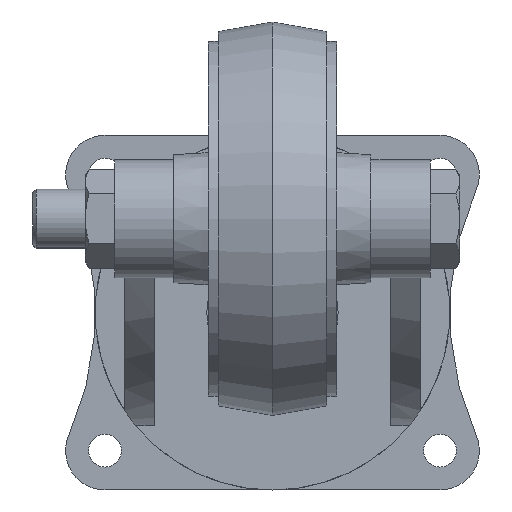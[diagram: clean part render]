
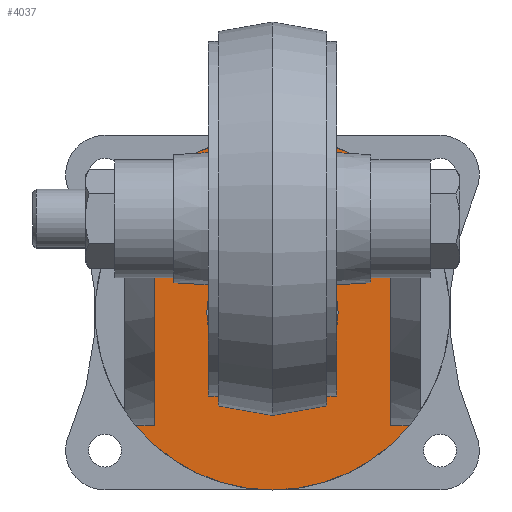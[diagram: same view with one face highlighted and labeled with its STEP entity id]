
A CAD part, front view. The second image highlights one B-rep face of the part: STEP entity #4037.
In plain terms, the highlighted planar face has unit normal (0, -1, 0).
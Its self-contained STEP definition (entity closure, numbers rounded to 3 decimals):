
#1519 = EDGE_LOOP ( 'NONE', ( #3202, #3204 ) ) ;
#1520 = EDGE_LOOP ( 'NONE', ( #3201, #3205, #3206, #3203, #3207, #3209, #3210, #3208 ) ) ;
#1730 = VERTEX_POINT ( 'NONE', #3554 ) ;
#1731 = VERTEX_POINT ( 'NONE', #3555 ) ;
#1752 = VERTEX_POINT ( 'NONE', #3576 ) ;
#1753 = VERTEX_POINT ( 'NONE', #3577 ) ;
#1756 = VERTEX_POINT ( 'NONE', #3580 ) ;
#1757 = VERTEX_POINT ( 'NONE', #3581 ) ;
#1777 = VERTEX_POINT ( 'NONE', #3601 ) ;
#1781 = VERTEX_POINT ( 'NONE', #3605 ) ;
#1782 = VERTEX_POINT ( 'NONE', #3606 ) ;
#1783 = VERTEX_POINT ( 'NONE', #3607 ) ;
#1842 = AXIS2_PLACEMENT_3D ( 'NONE', #3620, #3621, #3622 ) ;
#1853 = AXIS2_PLACEMENT_3D ( 'NONE', #3690, #3697, #3698 ) ;
#1856 = AXIS2_PLACEMENT_3D ( 'NONE', #3702, #3706, #3707 ) ;
#2210 = AXIS2_PLACEMENT_3D ( 'NONE', #4871, #4872, #4873 ) ;
#2214 = AXIS2_PLACEMENT_3D ( 'NONE', #4886, #4893, #4894 ) ;
#2216 = AXIS2_PLACEMENT_3D ( 'NONE', #4928, #4929, #4930 ) ;
#2220 = VECTOR ( 'NONE', #4901, 1000. ) ;
#2224 = VECTOR ( 'NONE', #4913, 1000. ) ;
#2230 = VECTOR ( 'NONE', #4934, 1000. ) ;
#2232 = VECTOR ( 'NONE', #4937, 1000. ) ;
#2242 = FACE_BOUND ( 'NONE', #1519, .T. ) ;
#2248 = FACE_OUTER_BOUND ( 'NONE', #1520, .T. ) ;
#2250 = AXIS2_PLACEMENT_3D ( 'NONE', #4970, #4971, #4972 ) ;
#3201 = ORIENTED_EDGE ( 'NONE', *, *, #4018, .T. ) ;
#3202 = ORIENTED_EDGE ( 'NONE', *, *, #4024, .F. ) ;
#3203 = ORIENTED_EDGE ( 'NONE', *, *, #4014, .F. ) ;
#3204 = ORIENTED_EDGE ( 'NONE', *, *, #3849, .F. ) ;
#3205 = ORIENTED_EDGE ( 'NONE', *, *, #4006, .F. ) ;
#3206 = ORIENTED_EDGE ( 'NONE', *, *, #3872, .F. ) ;
#3207 = ORIENTED_EDGE ( 'NONE', *, *, #4025, .T. ) ;
#3208 = ORIENTED_EDGE ( 'NONE', *, *, #4026, .F. ) ;
#3209 = ORIENTED_EDGE ( 'NONE', *, *, #3875, .F. ) ;
#3210 = ORIENTED_EDGE ( 'NONE', *, *, #4012, .F. ) ;
#3554 = CARTESIAN_POINT ( 'NONE',  ( 0., 75., -8.616 ) ) ;
#3555 = CARTESIAN_POINT ( 'NONE',  ( 0., 75., -48.616 ) ) ;
#3576 = CARTESIAN_POINT ( 'NONE',  ( 41.638, 75., -63. ) ) ;
#3577 = CARTESIAN_POINT ( 'NONE',  ( 0., 75., -82.616 ) ) ;
#3580 = CARTESIAN_POINT ( 'NONE',  ( 0., 75., 25.384 ) ) ;
#3581 = CARTESIAN_POINT ( 'NONE',  ( 36., 75., 11.634 ) ) ;
#3601 = CARTESIAN_POINT ( 'NONE',  ( -41.638, 75., -63. ) ) ;
#3605 = CARTESIAN_POINT ( 'NONE',  ( -36., 75., 11.634 ) ) ;
#3606 = CARTESIAN_POINT ( 'NONE',  ( 36., 75., -63. ) ) ;
#3607 = CARTESIAN_POINT ( 'NONE',  ( -36., 75., -63. ) ) ;
#3620 = CARTESIAN_POINT ( 'NONE',  ( 0., 75., -28.616 ) ) ;
#3621 = DIRECTION ( 'NONE',  ( 0., -1., 0. ) ) ;
#3622 = DIRECTION ( 'NONE',  ( 0., 0., -1. ) ) ;
#3690 = CARTESIAN_POINT ( 'NONE',  ( 0., 75., -28.616 ) ) ;
#3697 = DIRECTION ( 'NONE',  ( 0., 1., 0. ) ) ;
#3698 = DIRECTION ( 'NONE',  ( 0., 0., 1. ) ) ;
#3702 = CARTESIAN_POINT ( 'NONE',  ( 0., 75., -28.616 ) ) ;
#3706 = DIRECTION ( 'NONE',  ( 0., 1., 0. ) ) ;
#3707 = DIRECTION ( 'NONE',  ( 0., 0., 1. ) ) ;
#3849 = EDGE_CURVE ( 'NONE', #1730, #1731, #4115, .T. ) ;
#3872 = EDGE_CURVE ( 'NONE', #1752, #1753, #4126, .T. ) ;
#3875 = EDGE_CURVE ( 'NONE', #1756, #1757, #4128, .T. ) ;
#4006 = EDGE_CURVE ( 'NONE', #1753, #1777, #4156, .T. ) ;
#4012 = EDGE_CURVE ( 'NONE', #1781, #1756, #4157, .T. ) ;
#4014 = EDGE_CURVE ( 'NONE', #1782, #1752, #4899, .T. ) ;
#4018 = EDGE_CURVE ( 'NONE', #1783, #1777, #4911, .T. ) ;
#4024 = EDGE_CURVE ( 'NONE', #1731, #1730, #4165, .T. ) ;
#4025 = EDGE_CURVE ( 'NONE', #1782, #1757, #4932, .T. ) ;
#4026 = EDGE_CURVE ( 'NONE', #1783, #1781, #4935, .T. ) ;
#4037 = ADVANCED_FACE ( 'NONE', ( #2242, #2248 ), #4969, .F. ) ;
#4115 = CIRCLE ( 'NONE', #1842, 20. ) ;
#4126 = CIRCLE ( 'NONE', #1853, 54. ) ;
#4128 = CIRCLE ( 'NONE', #1856, 54. ) ;
#4156 = CIRCLE ( 'NONE', #2210, 54. ) ;
#4157 = CIRCLE ( 'NONE', #2214, 54. ) ;
#4165 = CIRCLE ( 'NONE', #2216, 20. ) ;
#4871 = CARTESIAN_POINT ( 'NONE',  ( 0., 75., -28.616 ) ) ;
#4872 = DIRECTION ( 'NONE',  ( 0., 1., 0. ) ) ;
#4873 = DIRECTION ( 'NONE',  ( 0., 0., 1. ) ) ;
#4886 = CARTESIAN_POINT ( 'NONE',  ( 0., 75., -28.616 ) ) ;
#4893 = DIRECTION ( 'NONE',  ( 0., 1., 0. ) ) ;
#4894 = DIRECTION ( 'NONE',  ( 0., 0., 1. ) ) ;
#4899 = LINE ( 'NONE', #4900, #2220 ) ;
#4900 = CARTESIAN_POINT ( 'NONE',  ( 36., 75., -63. ) ) ;
#4901 = DIRECTION ( 'NONE',  ( 1., 0., 0. ) ) ;
#4911 = LINE ( 'NONE', #4912, #2224 ) ;
#4912 = CARTESIAN_POINT ( 'NONE',  ( -36., 75., -63. ) ) ;
#4913 = DIRECTION ( 'NONE',  ( -1., 0., 0. ) ) ;
#4928 = CARTESIAN_POINT ( 'NONE',  ( 0., 75., -28.616 ) ) ;
#4929 = DIRECTION ( 'NONE',  ( 0., -1., 0. ) ) ;
#4930 = DIRECTION ( 'NONE',  ( 0., 0., -1. ) ) ;
#4932 = LINE ( 'NONE', #4933, #2230 ) ;
#4933 = CARTESIAN_POINT ( 'NONE',  ( 36., 75., -30. ) ) ;
#4934 = DIRECTION ( 'NONE',  ( 0., 0., 1. ) ) ;
#4935 = LINE ( 'NONE', #4936, #2232 ) ;
#4936 = CARTESIAN_POINT ( 'NONE',  ( -36., 75., 18. ) ) ;
#4937 = DIRECTION ( 'NONE',  ( 0., 0., 1. ) ) ;
#4969 = PLANE ( 'NONE',  #2250 ) ;
#4970 = CARTESIAN_POINT ( 'NONE',  ( 0., 75., -28.616 ) ) ;
#4971 = DIRECTION ( 'NONE',  ( 0., 1., 0. ) ) ;
#4972 = DIRECTION ( 'NONE',  ( 0., 0., 1. ) ) ;
